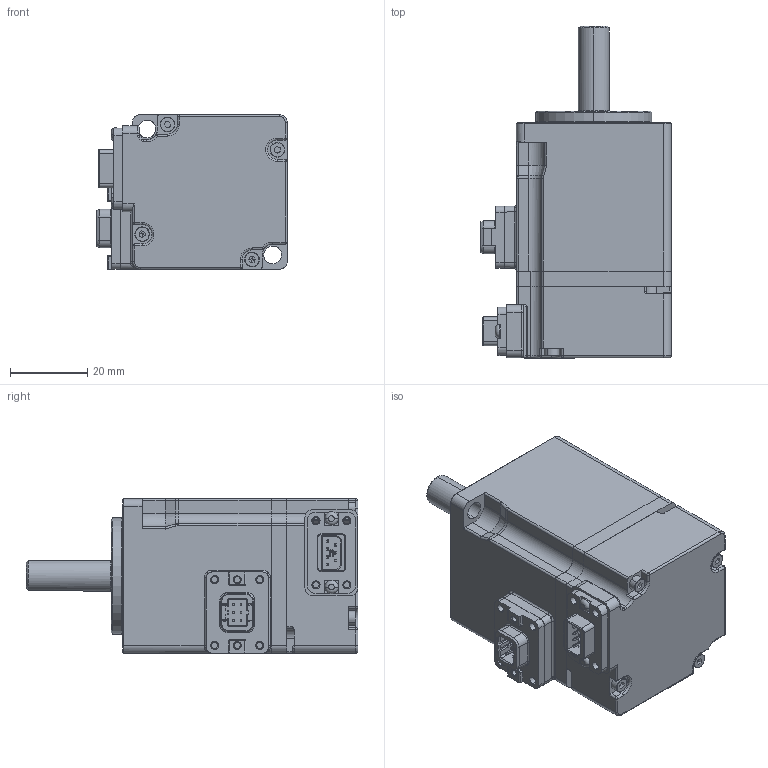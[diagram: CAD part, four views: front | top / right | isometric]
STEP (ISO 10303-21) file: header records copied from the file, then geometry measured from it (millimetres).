
FILE_DESCRIPTION (( 'STEP AP214' ), '1' );
FILE_NAME ('MS6H-40CN30B3-20A5-S.STEP', '2024-01-10T01:42:05', ( '' ), ( '' ), 'SwSTEP 2.0', 'SolidWorks 2022', '' );
FILE_SCHEMA (( 'AUTOMOTIVE_DESIGN' ));
Length unit declared in the file: millimetre
Products named in the file (1): MS6H-40CN30B3-20A5-S
Bounding box: 49.2 x 85.8 x 40 mm (x, y, z)
Surface area: 17745.5 mm2 (no closed solid volume)
Topology: 0 solids, 12 shells, 657 faces, 2166 edges, 1495 vertices
Faces by surface type: plane 334, cylinder 210, torus 52, cone 31, bspline 21, sphere 9
Entity records: 31704 total; most frequent: CARTESIAN_POINT 5820, DIRECTION 3870, ORIENTED_EDGE 3582, EDGE_CURVE 2157, VERTEX_POINT 1495, VECTOR 1448, LINE 1448, AXIS2_PLACEMENT_3D 1211
